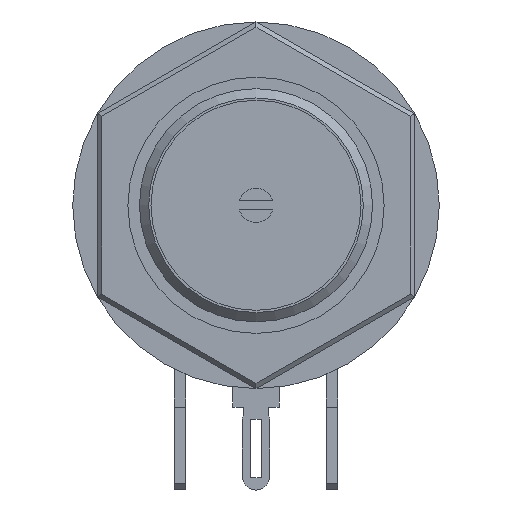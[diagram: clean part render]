
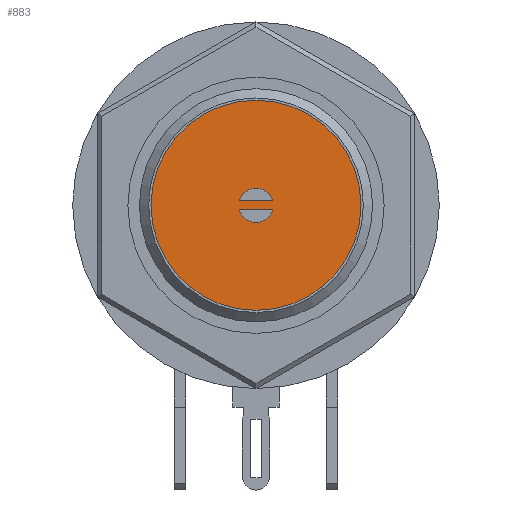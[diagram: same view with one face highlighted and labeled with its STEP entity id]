
A CAD part, left-side view. The second image highlights one B-rep face of the part: STEP entity #883.
In plain terms, the highlighted planar face has unit normal (-1, 0, 0).
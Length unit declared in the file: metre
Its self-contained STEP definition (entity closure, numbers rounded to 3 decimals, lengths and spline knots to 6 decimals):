
#883 = ADVANCED_FACE( '', ( #1848 ), #1849, .F. );
#971 = EDGE_CURVE( '', #1951, #1951, #1952, .T. );
#1848 = FACE_OUTER_BOUND( '', #3131, .T. );
#1849 = PLANE( '', #3132 );
#1951 = VERTEX_POINT( '', #3298 );
#1952 = CIRCLE( '', #3299, 0.004556 );
#3131 = EDGE_LOOP( '', ( #4298 ) );
#3132 = AXIS2_PLACEMENT_3D( '', #4299, #4300, #4301 );
#3298 = CARTESIAN_POINT( '', ( -0.0035, 0., 0.004194 ) );
#3299 = AXIS2_PLACEMENT_3D( '', #4438, #4439, #4440 );
#4298 = ORIENTED_EDGE( '', *, *, #971, .F. );
#4299 = CARTESIAN_POINT( '', ( -0.0035, 0., 0.00875 ) );
#4300 = DIRECTION( '', ( 1., 0., 0. ) );
#4301 = DIRECTION( '', ( 0., 1., 0. ) );
#4438 = CARTESIAN_POINT( '', ( -0.0035, 0., 0.00875 ) );
#4439 = DIRECTION( '', ( 1., 0., 0. ) );
#4440 = DIRECTION( '', ( 0., 0., -1. ) );
